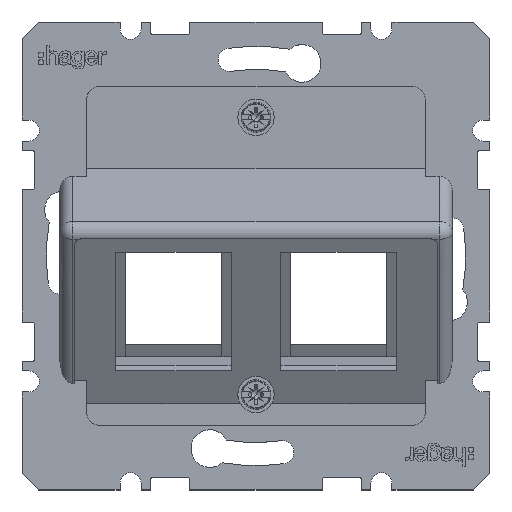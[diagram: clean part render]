
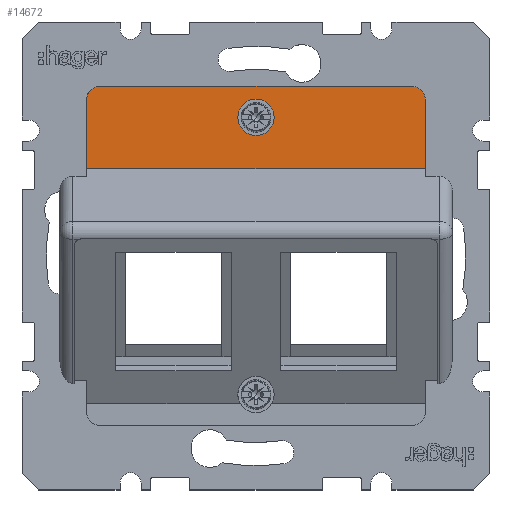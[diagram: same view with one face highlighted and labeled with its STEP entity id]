
A CAD part, top view. The second image highlights one B-rep face of the part: STEP entity #14672.
In plain terms, the highlighted face is planar.
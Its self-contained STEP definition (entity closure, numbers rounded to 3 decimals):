
#267=DIRECTION('',(0.,0.,1.));
#268=VECTOR('',#267,10.455);
#269=CARTESIAN_POINT('',(-25.669,5.1,-23.676));
#270=LINE('3536',#269,#268);
#294=DIRECTION('',(1.,0.,0.));
#295=VECTOR('',#294,51.337);
#296=CARTESIAN_POINT('',(-25.669,5.1,-13.221));
#297=LINE('3557',#296,#295);
#494=DIRECTION('',(0.,0.,-1.));
#495=VECTOR('',#494,10.455);
#496=CARTESIAN_POINT('',(25.669,5.1,-13.221));
#497=LINE('3600',#496,#495);
#536=CARTESIAN_POINT('',(-25.669,5.1,-23.676));
#537=CARTESIAN_POINT('',(-25.669,5.1,-24.199));
#538=CARTESIAN_POINT('',(-25.238,5.1,-25.238));
#539=CARTESIAN_POINT('',(-24.199,5.1,-25.669));
#540=CARTESIAN_POINT('',(-23.676,5.1,-25.669));
#542=DIRECTION('',(1.,0.,0.));
#543=VECTOR('',#542,47.353);
#544=CARTESIAN_POINT('',(-23.676,5.1,-25.669));
#545=LINE('3622',#544,#543);
#546=CARTESIAN_POINT('',(23.676,5.1,-25.669));
#547=CARTESIAN_POINT('',(24.199,5.1,-25.669));
#548=CARTESIAN_POINT('',(25.238,5.1,-25.238));
#549=CARTESIAN_POINT('',(25.669,5.1,-24.199));
#550=CARTESIAN_POINT('',(25.669,5.1,-23.676));
#552=CARTESIAN_POINT('',(0.,5.1,-21.));
#553=DIRECTION('',(0.,1.,0.));
#554=DIRECTION('',(0.,0.,-1.));
#555=AXIS2_PLACEMENT_3D('',#552,#553,#554);
#557=CARTESIAN_POINT('',(0.,5.1,-21.));
#558=DIRECTION('',(0.,1.,0.));
#559=DIRECTION('',(0.,0.,1.));
#560=AXIS2_PLACEMENT_3D('',#557,#558,#559);
#10792=CARTESIAN_POINT('',(-25.669,5.1,-23.676));
#10794=VERTEX_POINT('',#10792);
#10797=CARTESIAN_POINT('',(-23.676,5.1,-25.669));
#10798=VERTEX_POINT('',#10797);
#10805=CARTESIAN_POINT('',(-25.669,5.1,-13.221));
#10806=VERTEX_POINT('',#10805);
#10839=CARTESIAN_POINT('',(25.669,5.1,-13.221));
#10840=VERTEX_POINT('',#10839);
#10889=CARTESIAN_POINT('',(25.669,5.1,-23.676));
#10890=VERTEX_POINT('',#10889);
#10917=CARTESIAN_POINT('',(23.676,5.1,-25.669));
#10918=VERTEX_POINT('',#10917);
#10919=CARTESIAN_POINT('',(0.,5.1,-23.75));
#10920=CARTESIAN_POINT('',(0.,5.1,-18.25));
#10921=VERTEX_POINT('',#10919);
#10922=VERTEX_POINT('',#10920);
#14653=CARTESIAN_POINT('',(0.,5.1,0.));
#14654=DIRECTION('',(0.,-1.,0.));
#14655=DIRECTION('',(-1.,0.,0.));
#14656=AXIS2_PLACEMENT_3D('',#14653,#14654,#14655);
#14657=PLANE('4035',#14656);
#14658=ORIENTED_EDGE('3536',*,*,#14138,.F.);
#14659=ORIENTED_EDGE('3532',*,*,#14114,.T.);
#14660=ORIENTED_EDGE('3622',*,*,#14614,.T.);
#14661=ORIENTED_EDGE('3623',*,*,#14641,.T.);
#14662=ORIENTED_EDGE('3600',*,*,#14525,.F.);
#14663=ORIENTED_EDGE('3557',*,*,#14199,.F.);
#14664=EDGE_LOOP('4035',(#14658,#14659,#14660,#14661,#14662,#14663));
#14665=FACE_OUTER_BOUND('4035',#14664,.F.);
#14667=ORIENTED_EDGE('3624',*,*,#14666,.T.);
#14669=ORIENTED_EDGE('3625',*,*,#14668,.T.);
#14670=EDGE_LOOP('4035',(#14667,#14669));
#14671=FACE_BOUND('4035',#14670,.F.);
#14672=ADVANCED_FACE('4035',(#14665,#14671),#14657,.F.);
#541=B_SPLINE_CURVE_WITH_KNOTS('3532',3,(#536,#537,#538,#539,#540),
.UNSPECIFIED.,.F.,.F.,(4,1,4),(0.,0.5,1.),.UNSPECIFIED.);
#551=B_SPLINE_CURVE_WITH_KNOTS('3623',3,(#546,#547,#548,#549,#550),
.UNSPECIFIED.,.F.,.F.,(4,1,4),(0.,0.5,1.),.UNSPECIFIED.);
#556=CIRCLE('3624',#555,2.75);
#561=CIRCLE('3625',#560,2.75);
#14114=EDGE_CURVE('3532',#10794,#10798,#541,.T.);
#14138=EDGE_CURVE('3536',#10794,#10806,#270,.T.);
#14199=EDGE_CURVE('3557',#10806,#10840,#297,.T.);
#14525=EDGE_CURVE('3600',#10840,#10890,#497,.T.);
#14614=EDGE_CURVE('3622',#10798,#10918,#545,.T.);
#14641=EDGE_CURVE('3623',#10918,#10890,#551,.T.);
#14666=EDGE_CURVE('3624',#10921,#10922,#556,.T.);
#14668=EDGE_CURVE('3625',#10922,#10921,#561,.T.);
